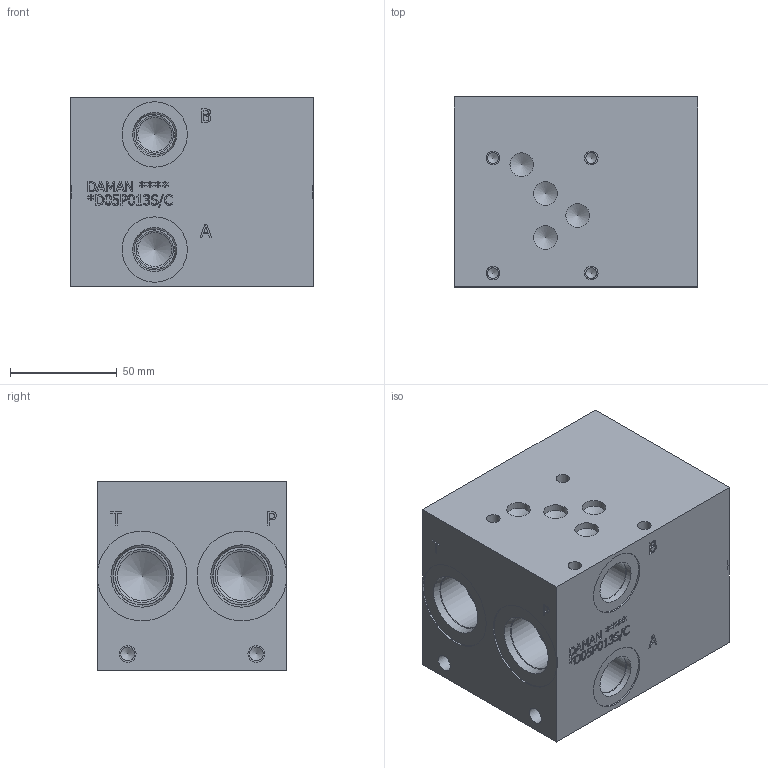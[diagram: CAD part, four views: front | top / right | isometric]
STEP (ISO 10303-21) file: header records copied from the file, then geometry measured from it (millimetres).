
FILE_DESCRIPTION(/* description */ (''),/* implementation_level */ '2;1');
FILE_NAME(/* name */ '_D05P013S~C.stp',/* time_stamp */ '2020-03-10T12:00:37-04:00',/* author */ ('devonn'),/* organization */ (''),/* preprocessor_version */ 'ST-DEVELOPER v17',/* originating_system */ 'Autodesk Inventor 2019',/* authorisation */ '');
FILE_SCHEMA (('AUTOMOTIVE_DESIGN { 1 0 10303 214 3 1 1 }'));
Length unit declared in the file: millimetre
Products named in the file (1): Part_AD05P013S~C.C06480R6_3D
Bounding box: 114.3 x 88.9 x 88.9 mm (x, y, z)
Volume: 797816.1 mm3; surface area: 75835.6 mm2
Topology: 1 solids, 1 shells, 551 faces, 1508 edges, 1019 vertices
Faces by surface type: plane 311, bspline 143, cylinder 56, cone 41
Full cylindrical faces by diameter (mm): 5.105 x4, 6.35 x4, 6.528 x4, 7.925 x4, 11.113 x2, 11.125 x2, 14.29 x1, 15.875 x2, 15.9 x1, 17.501 x2, 19.05 x2, 19.253 x2, 20.62 x1, 22.23 x1, 22.54 x1, 23.012 x4, 24.917 x4, 26.99 x1, 27 x3, 27.432 x4, 30.16 x1, 30.632 x2, 42.037 x4
Entity records: 18563 total; most frequent: CARTESIAN_POINT 4919, ORIENTED_EDGE 2978, DIRECTION 2237, EDGE_CURVE 1489, VERTEX_POINT 1019, LINE 987, VECTOR 987, EDGE_LOOP 630
